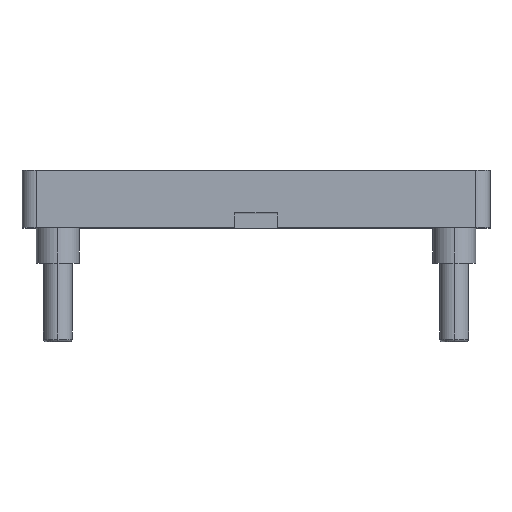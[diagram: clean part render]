
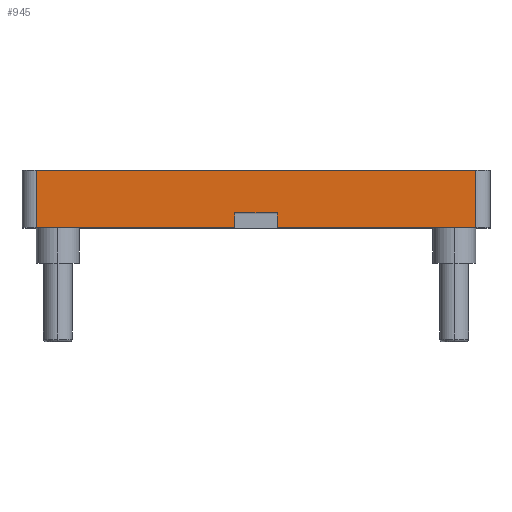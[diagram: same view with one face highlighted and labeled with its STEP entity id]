
A CAD part, top view. The second image highlights one B-rep face of the part: STEP entity #945.
In plain terms, the highlighted planar face has unit normal (0, 0, 1).
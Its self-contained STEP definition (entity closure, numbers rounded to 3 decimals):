
#18 = CARTESIAN_POINT ( 'NONE',  ( -16.356, -2., 28.75 ) ) ;
#30 = DIRECTION ( 'NONE',  ( -1., 0., 0. ) ) ;
#35 = LINE ( 'NONE', #1064, #522 ) ;
#44 = EDGE_CURVE ( 'NONE', #300, #936, #585, .T. ) ;
#57 = LINE ( 'NONE', #1046, #218 ) ;
#74 = CARTESIAN_POINT ( 'NONE',  ( -16.356, -2., 28.75 ) ) ;
#84 = LINE ( 'NONE', #984, #605 ) ;
#87 = VERTEX_POINT ( 'NONE', #1029 ) ;
#104 = VERTEX_POINT ( 'NONE', #784 ) ;
#122 = PLANE ( 'NONE',  #961 ) ;
#123 = VERTEX_POINT ( 'NONE', #510 ) ;
#125 = EDGE_CURVE ( 'NONE', #104, #770, #57, .T. ) ;
#153 = DIRECTION ( 'NONE',  ( 0., 1., 0. ) ) ;
#156 = VECTOR ( 'NONE', #831, 1000. ) ;
#184 = DIRECTION ( 'NONE',  ( 1., 0., 0. ) ) ;
#201 = LINE ( 'NONE', #18, #845 ) ;
#218 = VECTOR ( 'NONE', #30, 1000. ) ;
#265 = DIRECTION ( 'NONE',  ( 1., 0., 0. ) ) ;
#283 = ORIENTED_EDGE ( 'NONE', *, *, #715, .T. ) ;
#300 = VERTEX_POINT ( 'NONE', #904 ) ;
#324 = ORIENTED_EDGE ( 'NONE', *, *, #1171, .T. ) ;
#350 = DIRECTION ( 'NONE',  ( 0., -1., 0. ) ) ;
#361 = EDGE_LOOP ( 'NONE', ( #324, #283, #733, #854, #1063, #799, #927, #389 ) ) ;
#389 = ORIENTED_EDGE ( 'NONE', *, *, #497, .F. ) ;
#418 = DIRECTION ( 'NONE',  ( 0., -1., 0. ) ) ;
#431 = CARTESIAN_POINT ( 'NONE',  ( 15.356, -2., 28.75 ) ) ;
#436 = VECTOR ( 'NONE', #761, 1000. ) ;
#494 = CARTESIAN_POINT ( 'NONE',  ( -16.356, -2., 28.75 ) ) ;
#497 = EDGE_CURVE ( 'NONE', #123, #104, #919, .T. ) ;
#510 = CARTESIAN_POINT ( 'NONE',  ( 1.5, -2., 28.75 ) ) ;
#522 = VECTOR ( 'NONE', #418, 1000. ) ;
#553 = DIRECTION ( 'NONE',  ( 1., 0., 0. ) ) ;
#571 = VECTOR ( 'NONE', #153, 1000. ) ;
#581 = EDGE_CURVE ( 'NONE', #770, #87, #35, .T. ) ;
#585 = LINE ( 'NONE', #1124, #436 ) ;
#587 = FACE_OUTER_BOUND ( 'NONE', #361, .T. ) ;
#605 = VECTOR ( 'NONE', #350, 1000. ) ;
#652 = CARTESIAN_POINT ( 'NONE',  ( 1.5, -2., 28.75 ) ) ;
#669 = VERTEX_POINT ( 'NONE', #1045 ) ;
#715 = EDGE_CURVE ( 'NONE', #964, #936, #1077, .T. ) ;
#716 = DIRECTION ( 'NONE',  ( 0., 0., 1. ) ) ;
#733 = ORIENTED_EDGE ( 'NONE', *, *, #44, .F. ) ;
#761 = DIRECTION ( 'NONE',  ( 1., 0., 0. ) ) ;
#770 = VERTEX_POINT ( 'NONE', #993 ) ;
#784 = CARTESIAN_POINT ( 'NONE',  ( 1.5, -1., 28.75 ) ) ;
#799 = ORIENTED_EDGE ( 'NONE', *, *, #581, .F. ) ;
#831 = DIRECTION ( 'NONE',  ( 0., 1., 0. ) ) ;
#845 = VECTOR ( 'NONE', #184, 1000. ) ;
#854 = ORIENTED_EDGE ( 'NONE', *, *, #1050, .T. ) ;
#904 = CARTESIAN_POINT ( 'NONE',  ( -15.356, 2., 28.75 ) ) ;
#919 = LINE ( 'NONE', #652, #156 ) ;
#927 = ORIENTED_EDGE ( 'NONE', *, *, #125, .F. ) ;
#936 = VERTEX_POINT ( 'NONE', #1160 ) ;
#945 = ADVANCED_FACE ( 'NONE', ( #587 ), #122, .T. ) ;
#961 = AXIS2_PLACEMENT_3D ( 'NONE', #494, #716, #553 ) ;
#964 = VERTEX_POINT ( 'NONE', #996 ) ;
#984 = CARTESIAN_POINT ( 'NONE',  ( -15.356, -2., 28.75 ) ) ;
#993 = CARTESIAN_POINT ( 'NONE',  ( -1.5, -1., 28.75 ) ) ;
#996 = CARTESIAN_POINT ( 'NONE',  ( 15.356, -2., 28.75 ) ) ;
#1001 = LINE ( 'NONE', #74, #1067 ) ;
#1019 = EDGE_CURVE ( 'NONE', #669, #87, #1001, .T. ) ;
#1029 = CARTESIAN_POINT ( 'NONE',  ( -1.5, -2., 28.75 ) ) ;
#1045 = CARTESIAN_POINT ( 'NONE',  ( -15.356, -2., 28.75 ) ) ;
#1046 = CARTESIAN_POINT ( 'NONE',  ( -1.5, -1., 28.75 ) ) ;
#1050 = EDGE_CURVE ( 'NONE', #300, #669, #84, .T. ) ;
#1063 = ORIENTED_EDGE ( 'NONE', *, *, #1019, .T. ) ;
#1064 = CARTESIAN_POINT ( 'NONE',  ( -1.5, -2., 28.75 ) ) ;
#1067 = VECTOR ( 'NONE', #265, 1000. ) ;
#1077 = LINE ( 'NONE', #431, #571 ) ;
#1124 = CARTESIAN_POINT ( 'NONE',  ( -16.356, 2., 28.75 ) ) ;
#1160 = CARTESIAN_POINT ( 'NONE',  ( 15.356, 2., 28.75 ) ) ;
#1171 = EDGE_CURVE ( 'NONE', #123, #964, #201, .T. ) ;
